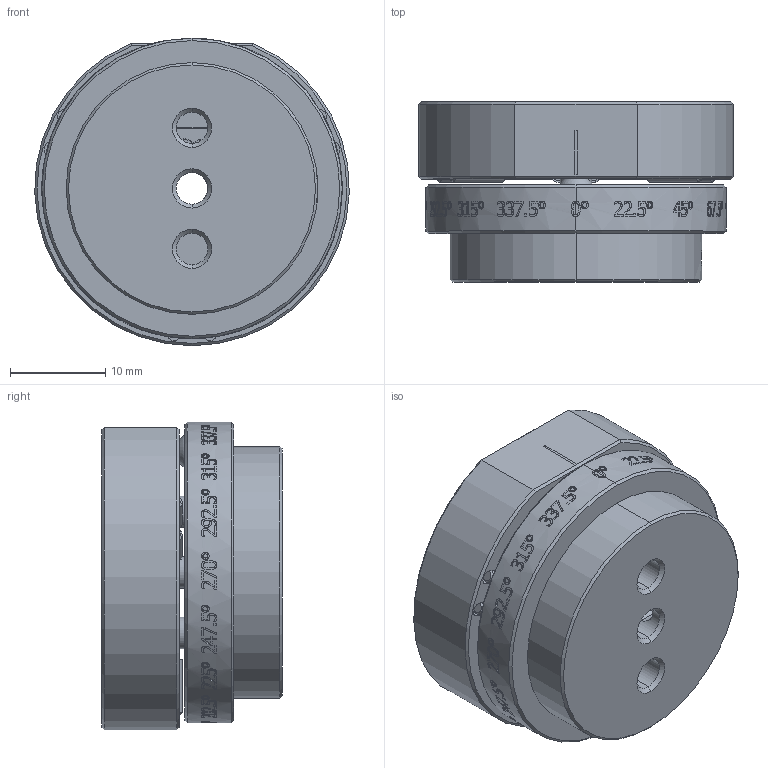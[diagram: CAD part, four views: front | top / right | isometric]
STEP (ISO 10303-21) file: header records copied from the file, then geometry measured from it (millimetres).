
FILE_DESCRIPTION (( 'STEP AP203' ), '1' );
FILE_NAME ('1.3.7.1_ZZF-16NX_完整16档位螺纹分度安装座基座，M4螺孔.STEP', '2024-05-31T07:11:40', ( '' ), ( '' ), 'SwSTEP 2.0', 'SolidWorks 2021', '' );
FILE_SCHEMA (( 'CONFIG_CONTROL_DESIGN' ));
Length unit declared in the file: millimetre
Products named in the file (1): 1.3.7.1_ZZF-16NX_完整16档位螺纹分度安装座基座，M4螺孔
Bounding box: 32.99 x 18.9 x 32.25 mm (x, y, z)
Surface area: 4579.8 mm2 (no closed solid volume)
Topology: 0 solids, 19 shells, 704 faces, 3829 edges, 2984 vertices
Faces by surface type: bspline 330, plane 203, cylinder 140, cone 29, sphere 2
Entity records: 72984 total; most frequent: CARTESIAN_POINT 48766, ORIENTED_EDGE 5142, EDGE_CURVE 3824, DIRECTION 3032, VERTEX_POINT 2981, B_SPLINE_CURVE_WITH_KNOTS 2011, LINE 1344, VECTOR 1344
